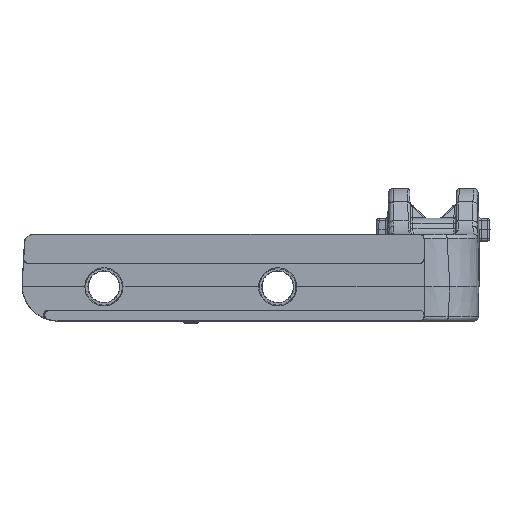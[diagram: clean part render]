
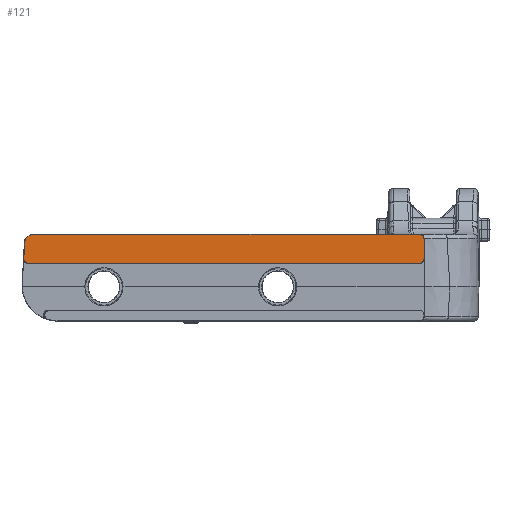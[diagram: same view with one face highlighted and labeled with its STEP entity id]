
A CAD part, front view. The second image highlights one B-rep face of the part: STEP entity #121.
In plain terms, the highlighted planar face has unit normal (0, -1, 0).
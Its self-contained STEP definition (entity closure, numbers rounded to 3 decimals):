
#121 = ADVANCED_FACE ( 'NONE', ( #5595 ), #16699, .F. ) ;
#2781 = EDGE_CURVE ( 'NONE', #9893, #9895, #21941, .T. ) ;
#2782 = EDGE_CURVE ( 'NONE', #9890, #9892, #21939, .T. ) ;
#2787 = EDGE_CURVE ( 'NONE', #9890, #9888, #9880, .T. ) ;
#2788 = EDGE_CURVE ( 'NONE', #9896, #9895, #9883, .T. ) ;
#2789 = EDGE_CURVE ( 'NONE', #9898, #9896, #21950, .T. ) ;
#2790 = EDGE_CURVE ( 'NONE', #9892, #9893, #21955, .T. ) ;
#2791 = EDGE_CURVE ( 'NONE', #9888, #9887, #21954, .T. ) ;
#2792 = EDGE_CURVE ( 'NONE', #9887, #9898, #9886, .T. ) ;
#2970 = AXIS2_PLACEMENT_3D ( 'NONE', #16689, #16708, #16710 ) ;
#3259 = EDGE_LOOP ( 'NONE', ( #4185, #4186, #4187, #4188, #4189, #4190, #4191, #4192 ) ) ;
#4185 = ORIENTED_EDGE ( 'NONE', *, *, #2789, .T. ) ;
#4186 = ORIENTED_EDGE ( 'NONE', *, *, #2788, .T. ) ;
#4187 = ORIENTED_EDGE ( 'NONE', *, *, #2781, .F. ) ;
#4188 = ORIENTED_EDGE ( 'NONE', *, *, #2790, .F. ) ;
#4189 = ORIENTED_EDGE ( 'NONE', *, *, #2782, .F. ) ;
#4190 = ORIENTED_EDGE ( 'NONE', *, *, #2787, .T. ) ;
#4191 = ORIENTED_EDGE ( 'NONE', *, *, #2791, .T. ) ;
#4192 = ORIENTED_EDGE ( 'NONE', *, *, #2792, .T. ) ;
#5595 = FACE_OUTER_BOUND ( 'NONE', #3259, .T. ) ;
#9880 =( BOUNDED_CURVE ( )  B_SPLINE_CURVE ( 3, ( #23787, #23796, #23797, #23798 ),
 .UNSPECIFIED., .F., .T. ) 
 B_SPLINE_CURVE_WITH_KNOTS ( ( 4, 4 ),
 ( 2.33, 3.953 ),
 .UNSPECIFIED. ) 
 CURVE ( )  GEOMETRIC_REPRESENTATION_ITEM ( )  RATIONAL_B_SPLINE_CURVE ( ( 1., 0.792, 0.792, 1. ) ) 
 REPRESENTATION_ITEM ( '' )  );
#9883 =( BOUNDED_CURVE ( )  B_SPLINE_CURVE ( 3, ( #23791, #23800, #23801, #23802 ),
 .UNSPECIFIED., .F., .T. ) 
 B_SPLINE_CURVE_WITH_KNOTS ( ( 4, 4 ),
 ( 5.498, 7.068 ),
 .UNSPECIFIED. ) 
 CURVE ( )  GEOMETRIC_REPRESENTATION_ITEM ( )  RATIONAL_B_SPLINE_CURVE ( ( 1., 0.805, 0.805, 1. ) ) 
 REPRESENTATION_ITEM ( '' )  );
#9886 =( BOUNDED_CURVE ( )  B_SPLINE_CURVE ( 3, ( #23806, #23810, #23811, #23812 ),
 .UNSPECIFIED., .F., .F. ) 
 B_SPLINE_CURVE_WITH_KNOTS ( ( 4, 4 ),
 ( 5.498, 7.068 ),
 .UNSPECIFIED. ) 
 CURVE ( )  GEOMETRIC_REPRESENTATION_ITEM ( )  RATIONAL_B_SPLINE_CURVE ( ( 1., 0.805, 0.805, 1. ) ) 
 REPRESENTATION_ITEM ( '' )  );
#9887 = VERTEX_POINT ( 'NONE', #26542 ) ;
#9888 = VERTEX_POINT ( 'NONE', #26543 ) ;
#9890 = VERTEX_POINT ( 'NONE', #26544 ) ;
#9892 = VERTEX_POINT ( 'NONE', #26545 ) ;
#9893 = VERTEX_POINT ( 'NONE', #26546 ) ;
#9895 = VERTEX_POINT ( 'NONE', #26547 ) ;
#9896 = VERTEX_POINT ( 'NONE', #26548 ) ;
#9898 = VERTEX_POINT ( 'NONE', #26549 ) ;
#15701 = AXIS2_PLACEMENT_3D ( 'NONE', #23799, #23807, #23808 ) ;
#16689 = CARTESIAN_POINT ( 'NONE',  ( -26.701, 0., -1.5 ) ) ;
#16699 = PLANE ( 'NONE',  #2970 ) ;
#16708 = DIRECTION ( 'NONE',  ( 0., 1., 0. ) ) ;
#16710 = DIRECTION ( 'NONE',  ( 0., 0., 1. ) ) ;
#21939 = LINE ( 'NONE', #23774, #21943 ) ;
#21941 = LINE ( 'NONE', #23780, #21942 ) ;
#21942 = VECTOR ( 'NONE', #23781, 1000. ) ;
#21943 = VECTOR ( 'NONE', #23783, 1000. ) ;
#21950 = LINE ( 'NONE', #23803, #21952 ) ;
#21951 = VECTOR ( 'NONE', #23809, 1000. ) ;
#21952 = VECTOR ( 'NONE', #23804, 1000. ) ;
#21954 = LINE ( 'NONE', #23795, #21951 ) ;
#21955 = CIRCLE ( 'NONE', #15701, 0.962 ) ;
#23774 = CARTESIAN_POINT ( 'NONE',  ( -27.511, 0., 1.442 ) ) ;
#23780 = CARTESIAN_POINT ( 'NONE',  ( 0., 0., -0.538 ) ) ;
#23781 = DIRECTION ( 'NONE',  ( 1., 0., 0. ) ) ;
#23783 = DIRECTION ( 'NONE',  ( 0.052, 0., 0.999 ) ) ;
#23787 = CARTESIAN_POINT ( 'NONE',  ( -27.751, 0., -3.149 ) ) ;
#23791 = CARTESIAN_POINT ( 'NONE',  ( 15.987, 0., -1.038 ) ) ;
#23795 = CARTESIAN_POINT ( 'NONE',  ( -38.703, 0., -3.675 ) ) ;
#23796 = CARTESIAN_POINT ( 'NONE',  ( -27.767, 0., -3.454 ) ) ;
#23797 = CARTESIAN_POINT ( 'NONE',  ( -27.557, 0., -3.675 ) ) ;
#23798 = CARTESIAN_POINT ( 'NONE',  ( -27.252, 0., -3.675 ) ) ;
#23799 = CARTESIAN_POINT ( 'NONE',  ( -26.701, 0., -1.5 ) ) ;
#23800 = CARTESIAN_POINT ( 'NONE',  ( 15.987, 0., -0.745 ) ) ;
#23801 = CARTESIAN_POINT ( 'NONE',  ( 15.78, 0., -0.538 ) ) ;
#23802 = CARTESIAN_POINT ( 'NONE',  ( 15.488, 0., -0.538 ) ) ;
#23803 = CARTESIAN_POINT ( 'NONE',  ( 15.987, 0., -1.5 ) ) ;
#23804 = DIRECTION ( 'NONE',  ( 0., 0., 1. ) ) ;
#23806 = CARTESIAN_POINT ( 'NONE',  ( 15.488, 0., -3.675 ) ) ;
#23807 = DIRECTION ( 'NONE',  ( 0., 1., 0. ) ) ;
#23808 = DIRECTION ( 'NONE',  ( 0., 0., 1. ) ) ;
#23809 = DIRECTION ( 'NONE',  ( 1., 0., 0. ) ) ;
#23810 = CARTESIAN_POINT ( 'NONE',  ( 15.78, 0., -3.675 ) ) ;
#23811 = CARTESIAN_POINT ( 'NONE',  ( 15.987, 0., -3.468 ) ) ;
#23812 = CARTESIAN_POINT ( 'NONE',  ( 15.987, 0., -3.175 ) ) ;
#26542 = CARTESIAN_POINT ( 'NONE',  ( 15.488, 0., -3.675 ) ) ;
#26543 = CARTESIAN_POINT ( 'NONE',  ( -27.252, 0., -3.675 ) ) ;
#26544 = CARTESIAN_POINT ( 'NONE',  ( -27.751, 0., -3.149 ) ) ;
#26545 = CARTESIAN_POINT ( 'NONE',  ( -27.662, 0., -1.45 ) ) ;
#26546 = CARTESIAN_POINT ( 'NONE',  ( -26.701, 0., -0.538 ) ) ;
#26547 = CARTESIAN_POINT ( 'NONE',  ( 15.488, 0., -0.538 ) ) ;
#26548 = CARTESIAN_POINT ( 'NONE',  ( 15.987, 0., -1.038 ) ) ;
#26549 = CARTESIAN_POINT ( 'NONE',  ( 15.987, 0., -3.175 ) ) ;
